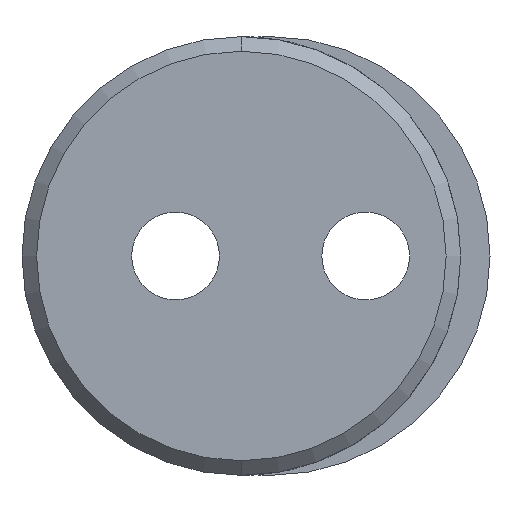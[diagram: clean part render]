
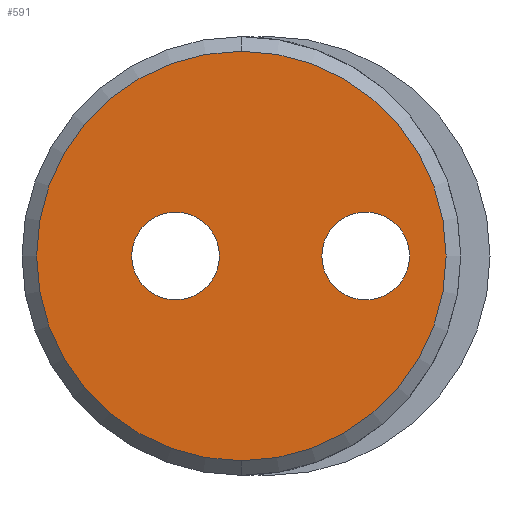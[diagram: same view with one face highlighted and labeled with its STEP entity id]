
A CAD part, front view. The second image highlights one B-rep face of the part: STEP entity #591.
In plain terms, the highlighted planar face has unit normal (0, -1, 0).
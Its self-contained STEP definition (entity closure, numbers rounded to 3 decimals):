
#4 = EDGE_CURVE ( 'NONE', #301, #636, #151, .T. ) ;
#12 = VERTEX_POINT ( 'NONE', #54 ) ;
#13 = AXIS2_PLACEMENT_3D ( 'NONE', #454, #21, #221 ) ;
#15 = EDGE_LOOP ( 'NONE', ( #512, #332 ) ) ;
#19 = CARTESIAN_POINT ( 'NONE',  ( 4.25, 0., -1.5 ) ) ;
#21 = DIRECTION ( 'NONE',  ( 0., 1., 0. ) ) ;
#25 = ORIENTED_EDGE ( 'NONE', *, *, #95, .T. ) ;
#47 = CIRCLE ( 'NONE', #184, 1.5 ) ;
#54 = CARTESIAN_POINT ( 'NONE',  ( 4.25, 0., 1.5 ) ) ;
#61 = CIRCLE ( 'NONE', #13, 1.5 ) ;
#85 = ORIENTED_EDGE ( 'NONE', *, *, #356, .T. ) ;
#86 = CARTESIAN_POINT ( 'NONE',  ( 0., 0., -7. ) ) ;
#95 = EDGE_CURVE ( 'NONE', #636, #301, #217, .T. ) ;
#98 = AXIS2_PLACEMENT_3D ( 'NONE', #540, #333, #392 ) ;
#102 = CARTESIAN_POINT ( 'NONE',  ( -2.25, 0., -1.5 ) ) ;
#120 = VERTEX_POINT ( 'NONE', #19 ) ;
#121 = AXIS2_PLACEMENT_3D ( 'NONE', #491, #432, #439 ) ;
#151 = CIRCLE ( 'NONE', #121, 1.5 ) ;
#169 = EDGE_LOOP ( 'NONE', ( #25, #241 ) ) ;
#184 = AXIS2_PLACEMENT_3D ( 'NONE', #583, #628, #421 ) ;
#205 = AXIS2_PLACEMENT_3D ( 'NONE', #373, #320, #537 ) ;
#217 = CIRCLE ( 'NONE', #590, 1.5 ) ;
#221 = DIRECTION ( 'NONE',  ( 0., 0., 1. ) ) ;
#241 = ORIENTED_EDGE ( 'NONE', *, *, #4, .T. ) ;
#243 = EDGE_CURVE ( 'NONE', #12, #120, #47, .T. ) ;
#252 = CIRCLE ( 'NONE', #98, 7. ) ;
#270 = FACE_OUTER_BOUND ( 'NONE', #280, .T. ) ;
#280 = EDGE_LOOP ( 'NONE', ( #85, #304 ) ) ;
#301 = VERTEX_POINT ( 'NONE', #102 ) ;
#303 = DIRECTION ( 'NONE',  ( 0., 1., 0. ) ) ;
#304 = ORIENTED_EDGE ( 'NONE', *, *, #494, .T. ) ;
#320 = DIRECTION ( 'NONE',  ( 0., 1., 0. ) ) ;
#325 = CARTESIAN_POINT ( 'NONE',  ( 0., 0., 7. ) ) ;
#329 = CARTESIAN_POINT ( 'NONE',  ( -2.25, 0., 1.5 ) ) ;
#332 = ORIENTED_EDGE ( 'NONE', *, *, #551, .T. ) ;
#333 = DIRECTION ( 'NONE',  ( 0., -1., 0. ) ) ;
#356 = EDGE_CURVE ( 'NONE', #630, #598, #252, .T. ) ;
#373 = CARTESIAN_POINT ( 'NONE',  ( 0., 0., 0. ) ) ;
#384 = FACE_BOUND ( 'NONE', #15, .T. ) ;
#388 = AXIS2_PLACEMENT_3D ( 'NONE', #554, #467, #526 ) ;
#392 = DIRECTION ( 'NONE',  ( 0., 0., 1. ) ) ;
#421 = DIRECTION ( 'NONE',  ( 0., 0., 1. ) ) ;
#432 = DIRECTION ( 'NONE',  ( 0., 1., 0. ) ) ;
#439 = DIRECTION ( 'NONE',  ( 0., 0., 1. ) ) ;
#454 = CARTESIAN_POINT ( 'NONE',  ( 4.25, 0., 0. ) ) ;
#467 = DIRECTION ( 'NONE',  ( 0., -1., 0. ) ) ;
#491 = CARTESIAN_POINT ( 'NONE',  ( -2.25, 0., 0. ) ) ;
#494 = EDGE_CURVE ( 'NONE', #598, #630, #560, .T. ) ;
#506 = DIRECTION ( 'NONE',  ( 0., 0., 1. ) ) ;
#512 = ORIENTED_EDGE ( 'NONE', *, *, #243, .T. ) ;
#526 = DIRECTION ( 'NONE',  ( 0., 0., 1. ) ) ;
#537 = DIRECTION ( 'NONE',  ( 0., 0., 1. ) ) ;
#540 = CARTESIAN_POINT ( 'NONE',  ( 0., 0., 0. ) ) ;
#551 = EDGE_CURVE ( 'NONE', #120, #12, #61, .T. ) ;
#553 = CARTESIAN_POINT ( 'NONE',  ( -2.25, 0., 0. ) ) ;
#554 = CARTESIAN_POINT ( 'NONE',  ( 0., 0., 0. ) ) ;
#560 = CIRCLE ( 'NONE', #388, 7. ) ;
#583 = CARTESIAN_POINT ( 'NONE',  ( 4.25, 0., 0. ) ) ;
#590 = AXIS2_PLACEMENT_3D ( 'NONE', #553, #303, #506 ) ;
#591 = ADVANCED_FACE ( 'NONE', ( #270, #632, #384 ), #639, .F. ) ;
#598 = VERTEX_POINT ( 'NONE', #86 ) ;
#628 = DIRECTION ( 'NONE',  ( 0., 1., 0. ) ) ;
#630 = VERTEX_POINT ( 'NONE', #325 ) ;
#632 = FACE_BOUND ( 'NONE', #169, .T. ) ;
#636 = VERTEX_POINT ( 'NONE', #329 ) ;
#639 = PLANE ( 'NONE',  #205 ) ;
